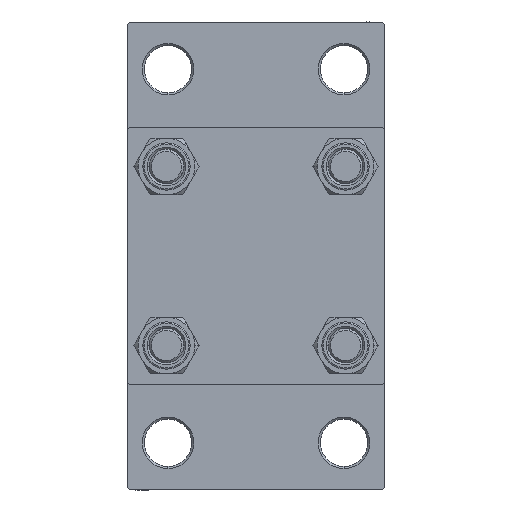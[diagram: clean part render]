
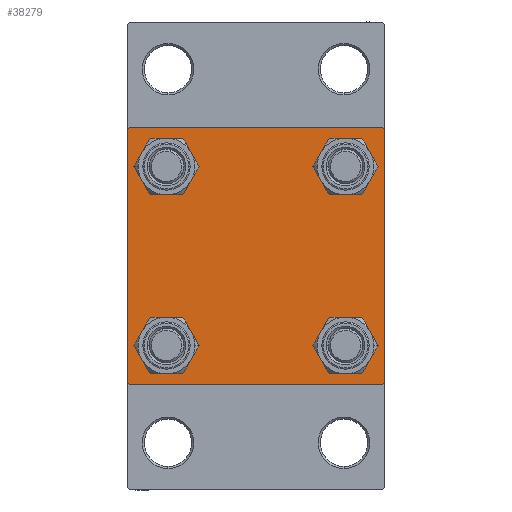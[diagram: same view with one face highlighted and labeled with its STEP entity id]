
A CAD part, left-side view. The second image highlights one B-rep face of the part: STEP entity #38279.
In plain terms, the highlighted planar face has unit normal (-1, 0, 0).
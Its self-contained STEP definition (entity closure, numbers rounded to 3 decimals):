
#109 = DIRECTION ( 'NONE',  ( 1., 0., 0. ) ) ;
#822 = VERTEX_POINT ( 'NONE', #24982 ) ;
#1220 = EDGE_CURVE ( 'NONE', #11722, #23785, #15116, .T. ) ;
#1282 = VERTEX_POINT ( 'NONE', #34417 ) ;
#1472 = CARTESIAN_POINT ( 'NONE',  ( 0., -20.85, 20.85 ) ) ;
#1499 = CARTESIAN_POINT ( 'NONE',  ( 0., 30., -29.5 ) ) ;
#2663 = FACE_BOUND ( 'NONE', #32007, .T. ) ;
#3238 = LINE ( 'NONE', #46986, #33716 ) ;
#3549 = VECTOR ( 'NONE', #37852, 1000. ) ;
#4222 = LINE ( 'NONE', #45065, #3549 ) ;
#4224 = EDGE_CURVE ( 'NONE', #40306, #46486, #25242, .T. ) ;
#4356 = CIRCLE ( 'NONE', #45040, 4.5 ) ;
#4835 = CARTESIAN_POINT ( 'NONE',  ( 0., -29.5, 30. ) ) ;
#4932 = DIRECTION ( 'NONE',  ( 1., 0., 0. ) ) ;
#5422 = DIRECTION ( 'NONE',  ( 0., 0., 1. ) ) ;
#5433 = ORIENTED_EDGE ( 'NONE', *, *, #4224, .T. ) ;
#5590 = ORIENTED_EDGE ( 'NONE', *, *, #16295, .T. ) ;
#5733 = EDGE_LOOP ( 'NONE', ( #40246, #5433, #23877, #20658, #11598, #32035, #43625, #31828 ) ) ;
#5748 = CARTESIAN_POINT ( 'NONE',  ( 0., 20.85, -25.35 ) ) ;
#5946 = VECTOR ( 'NONE', #33337, 1000. ) ;
#5979 = AXIS2_PLACEMENT_3D ( 'NONE', #43654, #10959, #35721 ) ;
#5988 = LINE ( 'NONE', #31468, #7249 ) ;
#6730 = DIRECTION ( 'NONE',  ( 0., 0., 1. ) ) ;
#6815 = EDGE_CURVE ( 'NONE', #42869, #6931, #30322, .T. ) ;
#6931 = VERTEX_POINT ( 'NONE', #39921 ) ;
#7142 = EDGE_CURVE ( 'NONE', #40542, #33985, #27593, .T. ) ;
#7249 = VECTOR ( 'NONE', #10060, 1000. ) ;
#7291 = DIRECTION ( 'NONE',  ( 0., 0., 1. ) ) ;
#7644 = VECTOR ( 'NONE', #15643, 1000. ) ;
#7855 = CARTESIAN_POINT ( 'NONE',  ( 0., 30., -30. ) ) ;
#7864 = EDGE_CURVE ( 'NONE', #33985, #40542, #33752, .T. ) ;
#7947 = ORIENTED_EDGE ( 'NONE', *, *, #7142, .T. ) ;
#8248 = CIRCLE ( 'NONE', #5979, 4.5 ) ;
#8771 = ORIENTED_EDGE ( 'NONE', *, *, #32763, .T. ) ;
#10060 = DIRECTION ( 'NONE',  ( 0., 0.707, 0.707 ) ) ;
#10814 = FACE_OUTER_BOUND ( 'NONE', #5733, .T. ) ;
#10959 = DIRECTION ( 'NONE',  ( 1., 0., 0. ) ) ;
#11359 = AXIS2_PLACEMENT_3D ( 'NONE', #23908, #27265, #37841 ) ;
#11545 = EDGE_LOOP ( 'NONE', ( #44805, #7947 ) ) ;
#11598 = ORIENTED_EDGE ( 'NONE', *, *, #6815, .F. ) ;
#11722 = VERTEX_POINT ( 'NONE', #42667 ) ;
#12357 = AXIS2_PLACEMENT_3D ( 'NONE', #30655, #4932, #5422 ) ;
#13197 = CARTESIAN_POINT ( 'NONE',  ( 0., 30., 29.5 ) ) ;
#13948 = EDGE_CURVE ( 'NONE', #27993, #40306, #4222, .T. ) ;
#14142 = CARTESIAN_POINT ( 'NONE',  ( 0., 20.85, -20.85 ) ) ;
#14300 = EDGE_LOOP ( 'NONE', ( #5590, #8771 ) ) ;
#15116 = CIRCLE ( 'NONE', #22810, 4.5 ) ;
#15293 = LINE ( 'NONE', #7855, #5946 ) ;
#15312 = AXIS2_PLACEMENT_3D ( 'NONE', #14142, #32659, #32427 ) ;
#15643 = DIRECTION ( 'NONE',  ( 0., 0., -1. ) ) ;
#16104 = DIRECTION ( 'NONE',  ( 1., 0., 0. ) ) ;
#16190 = CARTESIAN_POINT ( 'NONE',  ( 0., 20.85, 16.35 ) ) ;
#16295 = EDGE_CURVE ( 'NONE', #36396, #33365, #39701, .T. ) ;
#17256 = EDGE_CURVE ( 'NONE', #46486, #822, #15293, .T. ) ;
#17451 = CARTESIAN_POINT ( 'NONE',  ( 0., 30., 30. ) ) ;
#17878 = LINE ( 'NONE', #24859, #47463 ) ;
#18959 = AXIS2_PLACEMENT_3D ( 'NONE', #1472, #16104, #19957 ) ;
#19957 = DIRECTION ( 'NONE',  ( 0., 0., 1. ) ) ;
#20658 = ORIENTED_EDGE ( 'NONE', *, *, #21819, .T. ) ;
#20672 = CARTESIAN_POINT ( 'NONE',  ( 0., -20.85, -20.85 ) ) ;
#20915 = CARTESIAN_POINT ( 'NONE',  ( 0., 0., 0. ) ) ;
#20989 = EDGE_CURVE ( 'NONE', #1282, #24021, #24401, .T. ) ;
#21126 = ORIENTED_EDGE ( 'NONE', *, *, #20989, .T. ) ;
#21819 = EDGE_CURVE ( 'NONE', #822, #6931, #17878, .T. ) ;
#21841 = CARTESIAN_POINT ( 'NONE',  ( 0., 29.5, -30. ) ) ;
#22810 = AXIS2_PLACEMENT_3D ( 'NONE', #25571, #109, #7291 ) ;
#23677 = CARTESIAN_POINT ( 'NONE',  ( 0., 29.5, 30. ) ) ;
#23785 = VERTEX_POINT ( 'NONE', #16190 ) ;
#23877 = ORIENTED_EDGE ( 'NONE', *, *, #17256, .T. ) ;
#23908 = CARTESIAN_POINT ( 'NONE',  ( 0., -20.85, -20.85 ) ) ;
#24021 = VERTEX_POINT ( 'NONE', #29181 ) ;
#24401 = CIRCLE ( 'NONE', #11359, 4.5 ) ;
#24859 = CARTESIAN_POINT ( 'NONE',  ( 0., -29.75, -29.75 ) ) ;
#24982 = CARTESIAN_POINT ( 'NONE',  ( 0., -29.5, -30. ) ) ;
#24992 = PLANE ( 'NONE',  #46487 ) ;
#25242 = LINE ( 'NONE', #29345, #36719 ) ;
#25444 = CARTESIAN_POINT ( 'NONE',  ( 0., 20.85, -20.85 ) ) ;
#25571 = CARTESIAN_POINT ( 'NONE',  ( 0., 20.85, 20.85 ) ) ;
#25592 = EDGE_CURVE ( 'NONE', #47026, #34538, #39806, .T. ) ;
#26029 = CARTESIAN_POINT ( 'NONE',  ( 0., -20.85, 25.35 ) ) ;
#26910 = ORIENTED_EDGE ( 'NONE', *, *, #37319, .T. ) ;
#27265 = DIRECTION ( 'NONE',  ( 1., 0., 0. ) ) ;
#27593 = CIRCLE ( 'NONE', #45246, 4.5 ) ;
#27740 = CIRCLE ( 'NONE', #12357, 4.5 ) ;
#27993 = VERTEX_POINT ( 'NONE', #13197 ) ;
#28007 = DIRECTION ( 'NONE',  ( 0., -0.707, 0.707 ) ) ;
#28383 = FACE_BOUND ( 'NONE', #11545, .T. ) ;
#28715 = DIRECTION ( 'NONE',  ( 0., 0.707, -0.707 ) ) ;
#29099 = FACE_BOUND ( 'NONE', #14300, .T. ) ;
#29181 = CARTESIAN_POINT ( 'NONE',  ( 0., -20.85, -25.35 ) ) ;
#29345 = CARTESIAN_POINT ( 'NONE',  ( 0., 29.75, -29.75 ) ) ;
#30322 = LINE ( 'NONE', #36422, #7644 ) ;
#30655 = CARTESIAN_POINT ( 'NONE',  ( 0., -20.85, 20.85 ) ) ;
#31468 = CARTESIAN_POINT ( 'NONE',  ( 0., -29.75, 29.75 ) ) ;
#31828 = ORIENTED_EDGE ( 'NONE', *, *, #47247, .T. ) ;
#32007 = EDGE_LOOP ( 'NONE', ( #43116, #46631 ) ) ;
#32035 = ORIENTED_EDGE ( 'NONE', *, *, #36898, .T. ) ;
#32427 = DIRECTION ( 'NONE',  ( 0., 0., 1. ) ) ;
#32659 = DIRECTION ( 'NONE',  ( 1., 0., 0. ) ) ;
#32763 = EDGE_CURVE ( 'NONE', #33365, #36396, #27740, .T. ) ;
#33337 = DIRECTION ( 'NONE',  ( 0., -1., 0. ) ) ;
#33365 = VERTEX_POINT ( 'NONE', #34320 ) ;
#33716 = VECTOR ( 'NONE', #28715, 1000. ) ;
#33752 = CIRCLE ( 'NONE', #15312, 4.5 ) ;
#33985 = VERTEX_POINT ( 'NONE', #37343 ) ;
#34320 = CARTESIAN_POINT ( 'NONE',  ( 0., -20.85, 16.35 ) ) ;
#34417 = CARTESIAN_POINT ( 'NONE',  ( 0., -20.85, -16.35 ) ) ;
#34533 = CARTESIAN_POINT ( 'NONE',  ( 0., -30., 29.5 ) ) ;
#34538 = VERTEX_POINT ( 'NONE', #4835 ) ;
#35721 = DIRECTION ( 'NONE',  ( 0., 0., 1. ) ) ;
#36396 = VERTEX_POINT ( 'NONE', #26029 ) ;
#36422 = CARTESIAN_POINT ( 'NONE',  ( 0., -30., 30. ) ) ;
#36719 = VECTOR ( 'NONE', #39901, 1000. ) ;
#36898 = EDGE_CURVE ( 'NONE', #42869, #34538, #5988, .T. ) ;
#37319 = EDGE_CURVE ( 'NONE', #24021, #1282, #4356, .T. ) ;
#37343 = CARTESIAN_POINT ( 'NONE',  ( 0., 20.85, -16.35 ) ) ;
#37421 = DIRECTION ( 'NONE',  ( 1., 0., 0. ) ) ;
#37561 = VECTOR ( 'NONE', #46792, 1000. ) ;
#37841 = DIRECTION ( 'NONE',  ( 0., 0., 1. ) ) ;
#37852 = DIRECTION ( 'NONE',  ( 0., 0., -1. ) ) ;
#38279 = ADVANCED_FACE ( 'NONE', ( #29099, #43752, #28383, #2663, #10814 ), #24992, .T. ) ;
#39650 = DIRECTION ( 'NONE',  ( -1., 0., 0. ) ) ;
#39701 = CIRCLE ( 'NONE', #18959, 4.5 ) ;
#39806 = LINE ( 'NONE', #17451, #37561 ) ;
#39890 = DIRECTION ( 'NONE',  ( 0., 0., 1. ) ) ;
#39901 = DIRECTION ( 'NONE',  ( 0., -0.707, -0.707 ) ) ;
#39921 = CARTESIAN_POINT ( 'NONE',  ( 0., -30., -29.5 ) ) ;
#40246 = ORIENTED_EDGE ( 'NONE', *, *, #13948, .T. ) ;
#40306 = VERTEX_POINT ( 'NONE', #1499 ) ;
#40542 = VERTEX_POINT ( 'NONE', #5748 ) ;
#42488 = EDGE_LOOP ( 'NONE', ( #21126, #26910 ) ) ;
#42667 = CARTESIAN_POINT ( 'NONE',  ( 0., 20.85, 25.35 ) ) ;
#42869 = VERTEX_POINT ( 'NONE', #34533 ) ;
#42991 = EDGE_CURVE ( 'NONE', #23785, #11722, #8248, .T. ) ;
#43116 = ORIENTED_EDGE ( 'NONE', *, *, #1220, .T. ) ;
#43625 = ORIENTED_EDGE ( 'NONE', *, *, #25592, .F. ) ;
#43654 = CARTESIAN_POINT ( 'NONE',  ( 0., 20.85, 20.85 ) ) ;
#43752 = FACE_BOUND ( 'NONE', #42488, .T. ) ;
#44805 = ORIENTED_EDGE ( 'NONE', *, *, #7864, .T. ) ;
#45040 = AXIS2_PLACEMENT_3D ( 'NONE', #20672, #46634, #39890 ) ;
#45065 = CARTESIAN_POINT ( 'NONE',  ( 0., 30., 30. ) ) ;
#45246 = AXIS2_PLACEMENT_3D ( 'NONE', #25444, #37421, #47553 ) ;
#46486 = VERTEX_POINT ( 'NONE', #21841 ) ;
#46487 = AXIS2_PLACEMENT_3D ( 'NONE', #20915, #39650, #6730 ) ;
#46631 = ORIENTED_EDGE ( 'NONE', *, *, #42991, .T. ) ;
#46634 = DIRECTION ( 'NONE',  ( 1., 0., 0. ) ) ;
#46792 = DIRECTION ( 'NONE',  ( 0., -1., 0. ) ) ;
#46986 = CARTESIAN_POINT ( 'NONE',  ( 0., 29.75, 29.75 ) ) ;
#47026 = VERTEX_POINT ( 'NONE', #23677 ) ;
#47247 = EDGE_CURVE ( 'NONE', #47026, #27993, #3238, .T. ) ;
#47463 = VECTOR ( 'NONE', #28007, 1000. ) ;
#47553 = DIRECTION ( 'NONE',  ( 0., 0., 1. ) ) ;
